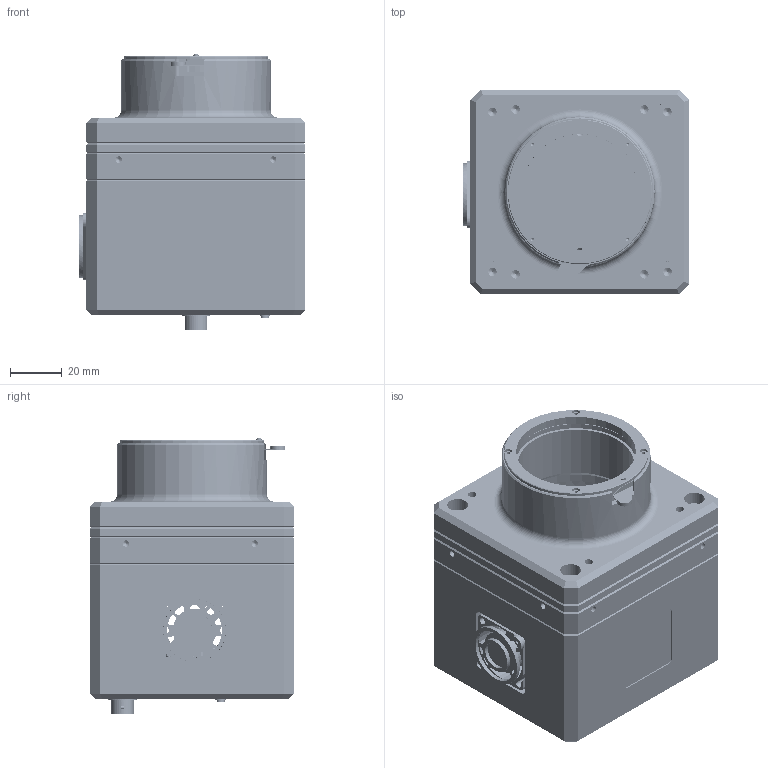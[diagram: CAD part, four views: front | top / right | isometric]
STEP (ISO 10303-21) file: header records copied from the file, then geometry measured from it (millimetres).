
FILE_DESCRIPTION (( 'STEP AP203' ), '1' );
FILE_NAME ('DP29333-B_COE50XUSB3YY-F.step', '2021-12-01T16:03:50', ( '' ), ( '' ), 'SwSTEP 2.0', 'SolidWorks 2021', '' );
FILE_SCHEMA (( 'CONFIG_CONTROL_DESIGN' ));
Products named in the file (1): DP29333-B_COE50XUSB3YY-F
Bounding box: 88.05 x 79.46 x 107.15 mm (x, y, z)
Volume: 181838.2 mm3; surface area: 141006.2 mm2
Topology: 49 solids, 49 shells, 9607 faces, 28141 edges, 18426 vertices
Faces by surface type: plane 7543, cylinder 1687, cone 273, bspline 100, torus 4
Entity records: 355702 total; most frequent: CARTESIAN_POINT 149072, ORIENTED_EDGE 56110, EDGE_CURVE 28055, B_SPLINE_CURVE_WITH_KNOTS 24488, DIRECTION 23644, VERTEX_POINT 18426, AXIS2_PLACEMENT_3D 10854, EDGE_LOOP 10243
